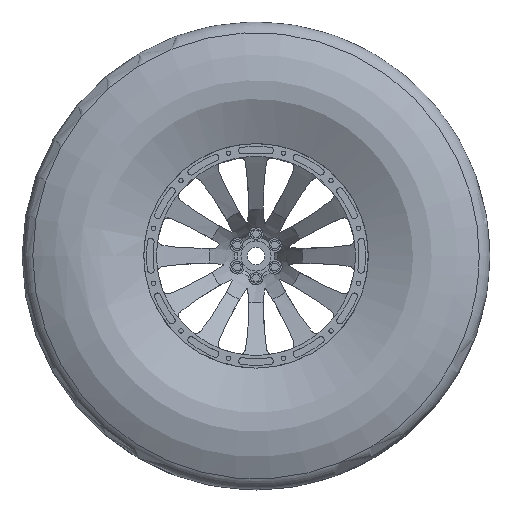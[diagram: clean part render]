
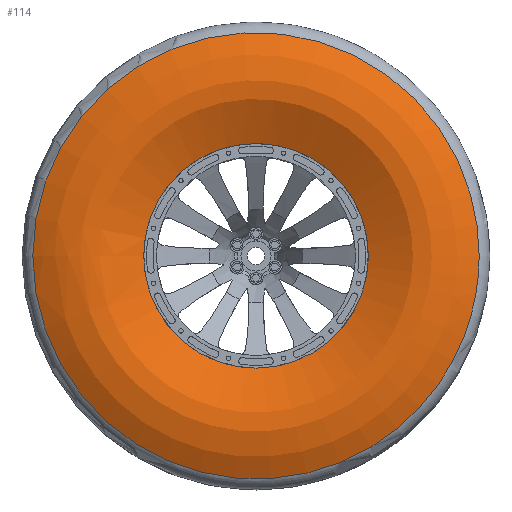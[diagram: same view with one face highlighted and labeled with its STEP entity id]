
A CAD part, top view. The second image highlights one B-rep face of the part: STEP entity #114.
In plain terms, the highlighted face is a revolution surface.
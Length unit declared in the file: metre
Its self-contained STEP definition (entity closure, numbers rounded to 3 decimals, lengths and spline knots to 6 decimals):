
#114 = ADVANCED_FACE( '', ( #476, #477 ), #478, .F. );
#476 = FACE_OUTER_BOUND( '', #1297, .T. );
#477 = FACE_OUTER_BOUND( '', #1298, .T. );
#478 = SURFACE_OF_REVOLUTION( '', #1299, #1300 );
#1297 = EDGE_LOOP( '', ( #2121, #2122 ) );
#1298 = EDGE_LOOP( '', ( #2123, #2124 ) );
#1299 = B_SPLINE_CURVE_WITH_KNOTS( '', 3, ( #2125, #2126, #2127, #2128, #2129, #2130, #2131, #2132 ), .UNSPECIFIED., .F., .F., ( 4, 1, 1, 1, 1, 4 ), ( 0., 0.25, 0.5, 0.625, 0.75, 1. ), .UNSPECIFIED. );
#1300 = AXIS1_PLACEMENT( '', #2133, #2134 );
#2121 = ORIENTED_EDGE( '', *, *, #5143, .F. );
#2122 = ORIENTED_EDGE( '', *, *, #5144, .T. );
#2123 = ORIENTED_EDGE( '', *, *, #5145, .T. );
#2124 = ORIENTED_EDGE( '', *, *, #5146, .F. );
#2125 = CARTESIAN_POINT( '', ( -0.030203, 0., 0.023589 ) );
#2126 = CARTESIAN_POINT( '', ( -0.032732, 0., 0.025061 ) );
#2127 = CARTESIAN_POINT( '', ( -0.037797, 0., 0.027743 ) );
#2128 = CARTESIAN_POINT( '', ( -0.044158, 0., 0.029562 ) );
#2129 = CARTESIAN_POINT( '', ( -0.049278, 0., 0.029459 ) );
#2130 = CARTESIAN_POINT( '', ( -0.054419, 0., 0.028341 ) );
#2131 = CARTESIAN_POINT( '', ( -0.058294, 0., 0.026577 ) );
#2132 = CARTESIAN_POINT( '', ( -0.06088, 0., 0.025204 ) );
#2133 = CARTESIAN_POINT( '', ( 0., 0., -0.032347 ) );
#2134 = DIRECTION( '', ( 0., 0., 1. ) );
#5143 = EDGE_CURVE( '', #6098, #6099, #6100, .T. );
#5144 = EDGE_CURVE( '', #6098, #6099, #6101, .T. );
#5145 = EDGE_CURVE( '', #6102, #6103, #6104, .T. );
#5146 = EDGE_CURVE( '', #6102, #6103, #6105, .T. );
#6098 = VERTEX_POINT( '', #7720 );
#6099 = VERTEX_POINT( '', #7721 );
#6100 = B_SPLINE_CURVE_WITH_KNOTS( '', 2, ( #7722, #7723, #7724, #7725, #7726, #7727, #7728, #7729, #7730, #7731, #7732, #7733, #7734, #7735, #7736, #7737, #7738, #7739, #7740, #7741, #7742, #7743, #7744, #7745, #7746, #7747, #7748, #7749, #7750, #7751, #7752, #7753, #7754 ), .UNSPECIFIED., .F., .F., ( 3, 2, 2, 2, 2, 2, 2, 2, 2, 2, 2, 2, 2, 2, 2, 2, 3 ), ( 0., 0.0625, 0.125, 0.1875, 0.25, 0.3125, 0.375, 0.4375, 0.5, 0.5625, 0.625, 0.6875, 0.75, 0.8125, 0.875, 0.9375, 1. ), .UNSPECIFIED. );
#6101 = ( BOUNDED_CURVE(  )B_SPLINE_CURVE( 3, ( #7757, #7758, #7759, #7760 ), .UNSPECIFIED., .F., .F. )B_SPLINE_CURVE_WITH_KNOTS( ( 4, 4 ), ( 0., 1. ), .UNSPECIFIED. )CURVE(  )GEOMETRIC_REPRESENTATION_ITEM(  )RATIONAL_B_SPLINE_CURVE( ( 1., 0.333, 0.333, 1. ) )REPRESENTATION_ITEM( '' ) );
#6102 = VERTEX_POINT( '', #7766 );
#6103 = VERTEX_POINT( '', #7767 );
#6104 = ( BOUNDED_CURVE(  )B_SPLINE_CURVE( 3, ( #7770, #7771, #7772, #7773 ), .UNSPECIFIED., .F., .F. )B_SPLINE_CURVE_WITH_KNOTS( ( 4, 4 ), ( 0., 1. ), .UNSPECIFIED. )CURVE(  )GEOMETRIC_REPRESENTATION_ITEM(  )RATIONAL_B_SPLINE_CURVE( ( 1., 0.333, 0.333, 1. ) )REPRESENTATION_ITEM( '' ) );
#6105 = B_SPLINE_CURVE_WITH_KNOTS( '', 3, ( #7779, #7780, #7781, #7782, #7783, #7784, #7785, #7786, #7787, #7788, #7789, #7790, #7791, #7792, #7793, #7794, #7795, #7796, #7797, #7798, #7799, #7800, #7801, #7802, #7803, #7804, #7805, #7806, #7807, #7808, #7809, #7810, #7811, #7812 ), .UNSPECIFIED., .F., .F., ( 4, 2, 2, 2, 2, 2, 2, 2, 2, 2, 2, 2, 2, 2, 2, 2, 4 ), ( 0., 0.0625, 0.125, 0.1875, 0.25, 0.3125, 0.375, 0.4375, 0.5, 0.5625, 0.625, 0.6875, 0.75, 0.8125, 0.875, 0.9375, 1. ), .UNSPECIFIED. );
#7720 = CARTESIAN_POINT( '', ( -0.03048, 0., 0.02375 ) );
#7721 = CARTESIAN_POINT( '', ( 0.03048, 0., 0.02375 ) );
#7722 = CARTESIAN_POINT( '', ( -0.03048, 0., 0.02375 ) );
#7723 = CARTESIAN_POINT( '', ( -0.03048, -0.003002, 0.02375 ) );
#7724 = CARTESIAN_POINT( '', ( -0.029894, -0.005946, 0.02375 ) );
#7725 = CARTESIAN_POINT( '', ( -0.029309, -0.00889, 0.02375 ) );
#7726 = CARTESIAN_POINT( '', ( -0.02816, -0.011664, 0.02375 ) );
#7727 = CARTESIAN_POINT( '', ( -0.027011, -0.014437, 0.02375 ) );
#7728 = CARTESIAN_POINT( '', ( -0.025343, -0.016934, 0.02375 ) );
#7729 = CARTESIAN_POINT( '', ( -0.023676, -0.019429, 0.02375 ) );
#7730 = CARTESIAN_POINT( '', ( -0.021553, -0.021553, 0.02375 ) );
#7731 = CARTESIAN_POINT( '', ( -0.01943, -0.023675, 0.02375 ) );
#7732 = CARTESIAN_POINT( '', ( -0.016934, -0.025343, 0.02375 ) );
#7733 = CARTESIAN_POINT( '', ( -0.014438, -0.027011, 0.02375 ) );
#7734 = CARTESIAN_POINT( '', ( -0.011664, -0.02816, 0.02375 ) );
#7735 = CARTESIAN_POINT( '', ( -0.008891, -0.029309, 0.02375 ) );
#7736 = CARTESIAN_POINT( '', ( -0.005946, -0.029894, 0.02375 ) );
#7737 = CARTESIAN_POINT( '', ( -0.003003, -0.03048, 0.02375 ) );
#7738 = CARTESIAN_POINT( '', ( 0., -0.03048, 0.02375 ) );
#7739 = CARTESIAN_POINT( '', ( 0.003001, -0.03048, 0.02375 ) );
#7740 = CARTESIAN_POINT( '', ( 0.005946, -0.029894, 0.02375 ) );
#7741 = CARTESIAN_POINT( '', ( 0.00889, -0.029309, 0.02375 ) );
#7742 = CARTESIAN_POINT( '', ( 0.011664, -0.02816, 0.02375 ) );
#7743 = CARTESIAN_POINT( '', ( 0.014437, -0.027011, 0.02375 ) );
#7744 = CARTESIAN_POINT( '', ( 0.016934, -0.025343, 0.02375 ) );
#7745 = CARTESIAN_POINT( '', ( 0.019429, -0.023676, 0.02375 ) );
#7746 = CARTESIAN_POINT( '', ( 0.021553, -0.021553, 0.02375 ) );
#7747 = CARTESIAN_POINT( '', ( 0.023675, -0.01943, 0.02375 ) );
#7748 = CARTESIAN_POINT( '', ( 0.025343, -0.016934, 0.02375 ) );
#7749 = CARTESIAN_POINT( '', ( 0.027011, -0.014438, 0.02375 ) );
#7750 = CARTESIAN_POINT( '', ( 0.02816, -0.011664, 0.02375 ) );
#7751 = CARTESIAN_POINT( '', ( 0.029309, -0.008891, 0.02375 ) );
#7752 = CARTESIAN_POINT( '', ( 0.029894, -0.005946, 0.02375 ) );
#7753 = CARTESIAN_POINT( '', ( 0.03048, -0.003002, 0.02375 ) );
#7754 = CARTESIAN_POINT( '', ( 0.03048, 0., 0.02375 ) );
#7757 = CARTESIAN_POINT( '', ( -0.03048, 0., 0.02375 ) );
#7758 = CARTESIAN_POINT( '', ( -0.03048, 0.06096, 0.02375 ) );
#7759 = CARTESIAN_POINT( '', ( 0.03048, 0.06096, 0.02375 ) );
#7760 = CARTESIAN_POINT( '', ( 0.03048, 0., 0.02375 ) );
#7766 = CARTESIAN_POINT( '', ( -0.060596, 0., 0.025354 ) );
#7767 = CARTESIAN_POINT( '', ( 0.060596, 0., 0.025354 ) );
#7770 = CARTESIAN_POINT( '', ( -0.060596, 0., 0.025354 ) );
#7771 = CARTESIAN_POINT( '', ( -0.060596, -0.121193, 0.025354 ) );
#7772 = CARTESIAN_POINT( '', ( 0.060596, -0.121193, 0.025354 ) );
#7773 = CARTESIAN_POINT( '', ( 0.060596, 0., 0.025354 ) );
#7779 = CARTESIAN_POINT( '', ( -0.060596, 0., 0.025354 ) );
#7780 = CARTESIAN_POINT( '', ( -0.060596, 0.003966, 0.025354 ) );
#7781 = CARTESIAN_POINT( '', ( -0.060206, 0.007932, 0.025354 ) );
#7782 = CARTESIAN_POINT( '', ( -0.058658, 0.015712, 0.025354 ) );
#7783 = CARTESIAN_POINT( '', ( -0.057501, 0.019525, 0.025354 ) );
#7784 = CARTESIAN_POINT( '', ( -0.054466, 0.026853, 0.025354 ) );
#7785 = CARTESIAN_POINT( '', ( -0.052587, 0.030368, 0.025354 ) );
#7786 = CARTESIAN_POINT( '', ( -0.048181, 0.036963, 0.025354 ) );
#7787 = CARTESIAN_POINT( '', ( -0.045652, 0.040044, 0.025354 ) );
#7788 = CARTESIAN_POINT( '', ( -0.040044, 0.045652, 0.025354 ) );
#7789 = CARTESIAN_POINT( '', ( -0.036963, 0.048181, 0.025354 ) );
#7790 = CARTESIAN_POINT( '', ( -0.030368, 0.052587, 0.025354 ) );
#7791 = CARTESIAN_POINT( '', ( -0.026853, 0.054466, 0.025354 ) );
#7792 = CARTESIAN_POINT( '', ( -0.019525, 0.057501, 0.025354 ) );
#7793 = CARTESIAN_POINT( '', ( -0.015712, 0.058658, 0.025354 ) );
#7794 = CARTESIAN_POINT( '', ( -0.007932, 0.060206, 0.025354 ) );
#7795 = CARTESIAN_POINT( '', ( -0.003966, 0.060596, 0.025354 ) );
#7796 = CARTESIAN_POINT( '', ( 0.003966, 0.060596, 0.025354 ) );
#7797 = CARTESIAN_POINT( '', ( 0.007932, 0.060206, 0.025354 ) );
#7798 = CARTESIAN_POINT( '', ( 0.015712, 0.058658, 0.025354 ) );
#7799 = CARTESIAN_POINT( '', ( 0.019525, 0.057501, 0.025354 ) );
#7800 = CARTESIAN_POINT( '', ( 0.026853, 0.054466, 0.025354 ) );
#7801 = CARTESIAN_POINT( '', ( 0.030368, 0.052587, 0.025354 ) );
#7802 = CARTESIAN_POINT( '', ( 0.036963, 0.048181, 0.025354 ) );
#7803 = CARTESIAN_POINT( '', ( 0.040044, 0.045652, 0.025354 ) );
#7804 = CARTESIAN_POINT( '', ( 0.045652, 0.040044, 0.025354 ) );
#7805 = CARTESIAN_POINT( '', ( 0.048181, 0.036963, 0.025354 ) );
#7806 = CARTESIAN_POINT( '', ( 0.052587, 0.030368, 0.025354 ) );
#7807 = CARTESIAN_POINT( '', ( 0.054466, 0.026853, 0.025354 ) );
#7808 = CARTESIAN_POINT( '', ( 0.057501, 0.019525, 0.025354 ) );
#7809 = CARTESIAN_POINT( '', ( 0.058658, 0.015712, 0.025354 ) );
#7810 = CARTESIAN_POINT( '', ( 0.060206, 0.007932, 0.025354 ) );
#7811 = CARTESIAN_POINT( '', ( 0.060596, 0.003966, 0.025354 ) );
#7812 = CARTESIAN_POINT( '', ( 0.060596, 0., 0.025354 ) );
